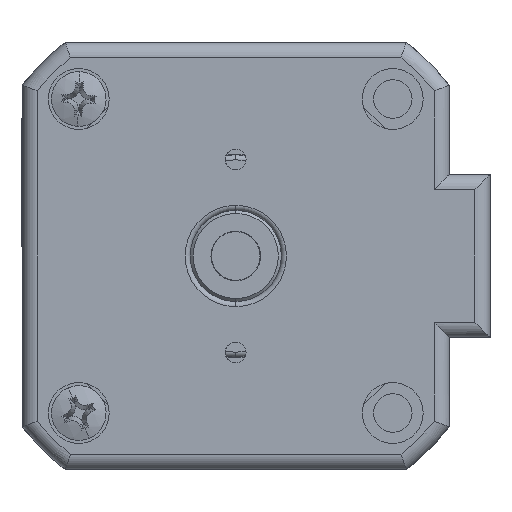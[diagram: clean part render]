
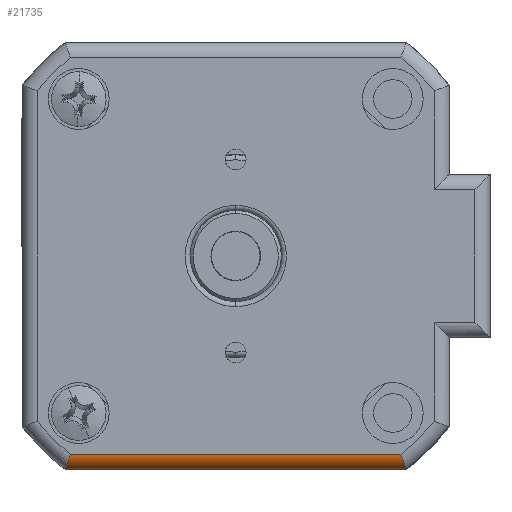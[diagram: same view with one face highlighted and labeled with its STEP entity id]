
A CAD part, front view. The second image highlights one B-rep face of the part: STEP entity #21735.
In plain terms, the highlighted cylindrical face has radius 1.5 mm (diameter 3 mm), a partial arc.
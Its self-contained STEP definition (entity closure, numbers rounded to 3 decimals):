
#2734 = CARTESIAN_POINT ( 'NONE',  ( 12.137, -24.207, -4.462 ) ) ;
#2926 = CARTESIAN_POINT ( 'NONE',  ( 11.604, -25.707, -2.962 ) ) ;
#3297 = CARTESIAN_POINT ( 'NONE',  ( 11.868, -25.527, -3.7 ) ) ;
#4312 = CARTESIAN_POINT ( 'NONE',  ( 11.604, -25.707, -2.962 ) ) ;
#4947 = VERTEX_POINT ( 'NONE', #2734 ) ;
#5031 = CARTESIAN_POINT ( 'NONE',  ( -21.551, -24.41, -4.452 ) ) ;
#5564 = CARTESIAN_POINT ( 'NONE',  ( -4.709, -25.707, -2.962 ) ) ;
#8150 = DIRECTION ( 'NONE',  ( 1., 0., 0. ) ) ;
#8357 = CARTESIAN_POINT ( 'NONE',  ( -21.555, -24.309, -4.462 ) ) ;
#8657 = ORIENTED_EDGE ( 'NONE', *, *, #8799, .T. ) ;
#8799 = EDGE_CURVE ( 'NONE', #4947, #13423, #27797, .T. ) ;
#8940 = CARTESIAN_POINT ( 'NONE',  ( 12.067, -24.981, -4.263 ) ) ;
#10540 = LINE ( 'NONE', #31703, #24192 ) ;
#11060 = CARTESIAN_POINT ( 'NONE',  ( -21.537, -24.607, -4.411 ) ) ;
#11639 = CARTESIAN_POINT ( 'NONE',  ( 12.109, -24.704, -4.381 ) ) ;
#11713 = EDGE_CURVE ( 'NONE', #23741, #13423, #23790, .T. ) ;
#11746 = CARTESIAN_POINT ( 'NONE',  ( 12.137, -24.207, -4.462 ) ) ;
#12700 = ORIENTED_EDGE ( 'NONE', *, *, #33110, .F. ) ;
#13402 = CARTESIAN_POINT ( 'NONE',  ( -21.485, -24.981, -4.263 ) ) ;
#13423 = VERTEX_POINT ( 'NONE', #4312 ) ;
#13520 = CARTESIAN_POINT ( 'NONE',  ( -21.286, -25.527, -3.7 ) ) ;
#13649 = CARTESIAN_POINT ( 'NONE',  ( -21.345, -25.42, -3.867 ) ) ;
#14365 = CARTESIAN_POINT ( 'NONE',  ( 11.741, -25.67, -3.345 ) ) ;
#15670 = AXIS2_PLACEMENT_3D ( 'NONE', #34261, #23180, #28750 ) ;
#15866 = EDGE_CURVE ( 'NONE', #4947, #33841, #10540, .T. ) ;
#17867 = CARTESIAN_POINT ( 'NONE',  ( -21.021, -25.707, -2.962 ) ) ;
#20034 = ORIENTED_EDGE ( 'NONE', *, *, #11713, .F. ) ;
#20971 = EDGE_LOOP ( 'NONE', ( #8657, #20034, #12700, #22615 ) ) ;
#21145 = CYLINDRICAL_SURFACE ( 'NONE', #15670, 1.5 ) ;
#21735 = ADVANCED_FACE ( 'NONE', ( #28264 ), #21145, .T. ) ;
#21856 = CARTESIAN_POINT ( 'NONE',  ( -21.555, -24.207, -4.462 ) ) ;
#22359 = CARTESIAN_POINT ( 'NONE',  ( -21.021, -25.707, -2.962 ) ) ;
#22615 = ORIENTED_EDGE ( 'NONE', *, *, #15866, .F. ) ;
#23085 = DIRECTION ( 'NONE',  ( -1., 0., 0. ) ) ;
#23180 = DIRECTION ( 'NONE',  ( -1., 0., 0. ) ) ;
#23602 = B_SPLINE_CURVE_WITH_KNOTS ( 'NONE', 3,
 ( #21856, #8357, #5031, #11060, #27784, #13402, #24708, #13649, #13520, #27523, #36275, #22359 ),
 .UNSPECIFIED., .F., .F.,
 ( 4, 2, 2, 2, 2, 4 ),
 ( 0., 0., 0.001, 0.001, 0.002, 0.002 ),
 .UNSPECIFIED. ) ;
#23741 = VERTEX_POINT ( 'NONE', #17867 ) ;
#23790 = LINE ( 'NONE', #5564, #29111 ) ;
#24192 = VECTOR ( 'NONE', #23085, 1000. ) ;
#24708 = CARTESIAN_POINT ( 'NONE',  ( -21.444, -25.148, -4.147 ) ) ;
#25305 = CARTESIAN_POINT ( 'NONE',  ( 12.12, -24.607, -4.411 ) ) ;
#25426 = CARTESIAN_POINT ( 'NONE',  ( 12.134, -24.41, -4.452 ) ) ;
#27523 = CARTESIAN_POINT ( 'NONE',  ( -21.159, -25.67, -3.345 ) ) ;
#27784 = CARTESIAN_POINT ( 'NONE',  ( -21.526, -24.704, -4.381 ) ) ;
#27797 = B_SPLINE_CURVE_WITH_KNOTS ( 'NONE', 3,
 ( #11746, #34264, #25426, #25305, #11639, #8940, #31436, #28636, #3297, #14365, #31194, #2926 ),
 .UNSPECIFIED., .F., .F.,
 ( 4, 2, 2, 2, 2, 4 ),
 ( 0., 0., 0.001, 0.001, 0.002, 0.002 ),
 .UNSPECIFIED. ) ;
#28264 = FACE_OUTER_BOUND ( 'NONE', #20971, .T. ) ;
#28636 = CARTESIAN_POINT ( 'NONE',  ( 11.928, -25.42, -3.867 ) ) ;
#28750 = DIRECTION ( 'NONE',  ( 0., 0., 1. ) ) ;
#29111 = VECTOR ( 'NONE', #8150, 1000. ) ;
#29220 = CARTESIAN_POINT ( 'NONE',  ( -21.555, -24.207, -4.462 ) ) ;
#31194 = CARTESIAN_POINT ( 'NONE',  ( 11.672, -25.707, -3.151 ) ) ;
#31436 = CARTESIAN_POINT ( 'NONE',  ( 12.027, -25.148, -4.147 ) ) ;
#31703 = CARTESIAN_POINT ( 'NONE',  ( -21.555, -24.207, -4.462 ) ) ;
#33110 = EDGE_CURVE ( 'NONE', #33841, #23741, #23602, .T. ) ;
#33841 = VERTEX_POINT ( 'NONE', #29220 ) ;
#34261 = CARTESIAN_POINT ( 'NONE',  ( -21.555, -24.207, -2.962 ) ) ;
#34264 = CARTESIAN_POINT ( 'NONE',  ( 12.137, -24.309, -4.462 ) ) ;
#36275 = CARTESIAN_POINT ( 'NONE',  ( -21.089, -25.707, -3.151 ) ) ;
